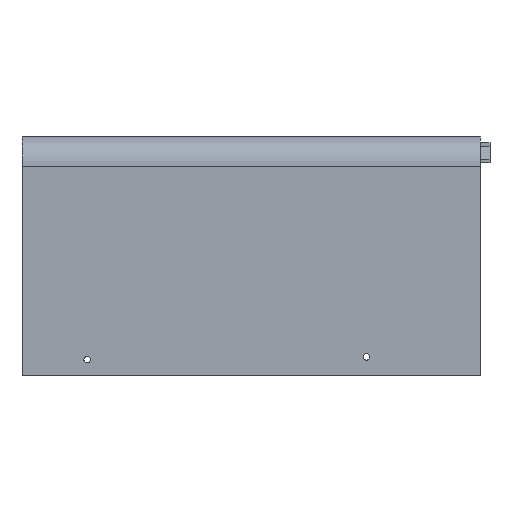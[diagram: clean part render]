
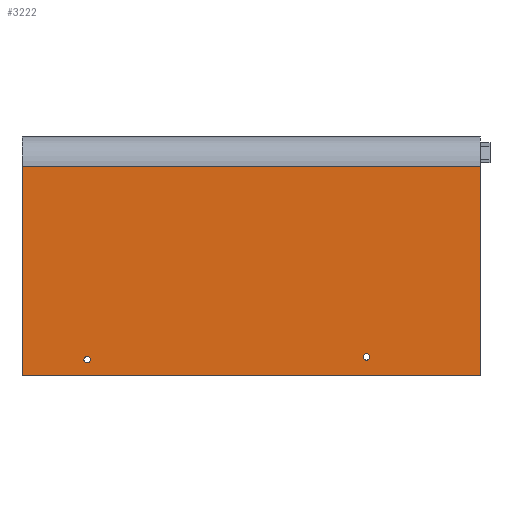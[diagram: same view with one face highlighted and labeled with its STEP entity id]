
A CAD part, left-side view. The second image highlights one B-rep face of the part: STEP entity #3222.
In plain terms, the highlighted planar face has unit normal (-1, 0, 0).
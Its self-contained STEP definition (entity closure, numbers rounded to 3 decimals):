
#119=FACE_BOUND('',#661,.T.);
#120=FACE_BOUND('',#662,.T.);
#248=PLANE('',#3504);
#428=FACE_OUTER_BOUND('',#660,.T.);
#660=EDGE_LOOP('',(#2940,#2941,#2942,#2943,#2944));
#661=EDGE_LOOP('',(#2945));
#662=EDGE_LOOP('',(#2946));
#771=LINE('',#4756,#1072);
#778=LINE('',#4770,#1079);
#910=LINE('',#5333,#1211);
#982=LINE('',#5524,#1283);
#983=LINE('',#5525,#1284);
#1072=VECTOR('',#3973,10.);
#1079=VECTOR('',#3986,10.);
#1211=VECTOR('',#4206,10.);
#1283=VECTOR('',#4334,10.);
#1284=VECTOR('',#4335,10.);
#1292=CIRCLE('',#3248,1.6);
#1296=CIRCLE('',#3254,1.6);
#1396=VERTEX_POINT('',#4366);
#1400=VERTEX_POINT('',#4378);
#1519=VERTEX_POINT('',#4753);
#1520=VERTEX_POINT('',#4755);
#1524=VERTEX_POINT('',#4769);
#1631=VERTEX_POINT('',#5331);
#1682=VERTEX_POINT('',#5523);
#1689=EDGE_CURVE('',#1396,#1396,#1292,.T.);
#1695=EDGE_CURVE('',#1400,#1400,#1296,.T.);
#1868=EDGE_CURVE('',#1520,#1519,#771,.T.);
#1875=EDGE_CURVE('',#1520,#1524,#778,.T.);
#2037=EDGE_CURVE('',#1631,#1519,#910,.T.);
#2113=EDGE_CURVE('',#1631,#1682,#982,.T.);
#2114=EDGE_CURVE('',#1682,#1524,#983,.T.);
#2940=ORIENTED_EDGE('',*,*,#1868,.T.);
#2941=ORIENTED_EDGE('',*,*,#2037,.F.);
#2942=ORIENTED_EDGE('',*,*,#2113,.T.);
#2943=ORIENTED_EDGE('',*,*,#2114,.T.);
#2944=ORIENTED_EDGE('',*,*,#1875,.F.);
#2945=ORIENTED_EDGE('',*,*,#1689,.T.);
#2946=ORIENTED_EDGE('',*,*,#1695,.T.);
#3222=ADVANCED_FACE('',(#428,#119,#120),#248,.F.);
#3248=AXIS2_PLACEMENT_3D('',#4368,#3527,#3528);
#3254=AXIS2_PLACEMENT_3D('',#4380,#3541,#3542);
#3504=AXIS2_PLACEMENT_3D('',#5522,#4332,#4333);
#3527=DIRECTION('center_axis',(1.,0.,0.));
#3528=DIRECTION('ref_axis',(0.,1.,0.));
#3541=DIRECTION('center_axis',(1.,0.,0.));
#3542=DIRECTION('ref_axis',(0.,1.,0.));
#3973=DIRECTION('',(0.,-1.,0.));
#3986=DIRECTION('',(0.,0.,1.));
#4206=DIRECTION('',(0.,0.,-1.));
#4332=DIRECTION('center_axis',(1.,0.,0.));
#4333=DIRECTION('ref_axis',(0.,1.,0.));
#4334=DIRECTION('',(0.,1.,0.));
#4335=DIRECTION('',(0.,1.,0.));
#4366=CARTESIAN_POINT('',(-4.658,545.697,182.772));
#4368=CARTESIAN_POINT('Origin',(-4.658,547.297,182.772));
#4378=CARTESIAN_POINT('',(-4.658,405.406,184.089));
#4380=CARTESIAN_POINT('Origin',(-4.658,407.006,184.089));
#4753=CARTESIAN_POINT('',(-4.658,350.,174.783));
#4755=CARTESIAN_POINT('',(-4.658,580.,174.783));
#4756=CARTESIAN_POINT('',(-4.658,375.4,174.783));
#4769=CARTESIAN_POINT('',(-4.658,580.,279.783));
#4770=CARTESIAN_POINT('',(-4.658,580.,49.783));
#5331=CARTESIAN_POINT('',(-4.658,350.,279.783));
#5333=CARTESIAN_POINT('',(-4.658,350.,279.783));
#5522=CARTESIAN_POINT('Origin',(-4.658,400.8,164.783));
#5523=CARTESIAN_POINT('',(-4.658,579.999,279.783));
#5524=CARTESIAN_POINT('',(-4.658,451.6,279.783));
#5525=CARTESIAN_POINT('',(-4.658,451.6,279.783));
